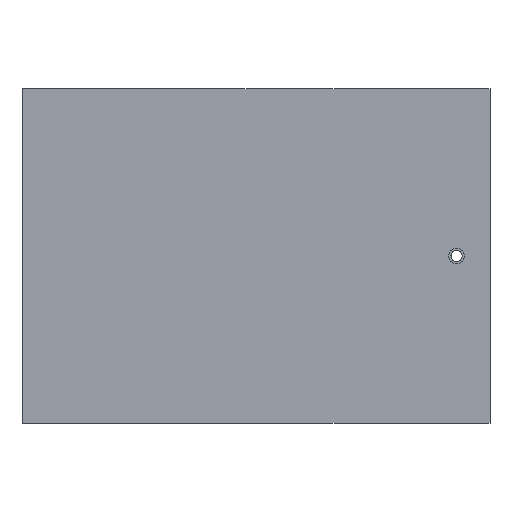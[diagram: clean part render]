
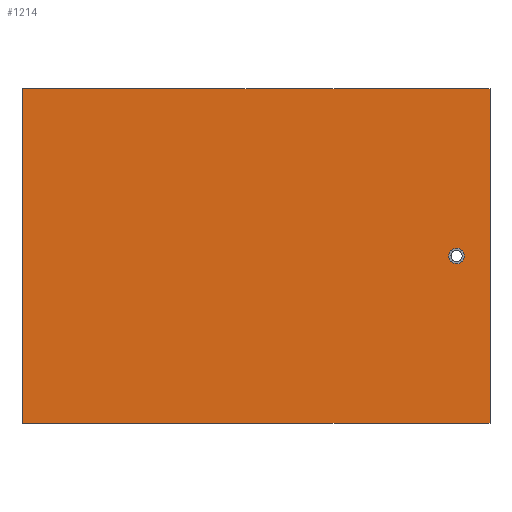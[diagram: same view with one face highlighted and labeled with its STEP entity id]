
A CAD part, left-side view. The second image highlights one B-rep face of the part: STEP entity #1214.
In plain terms, the highlighted planar face has unit normal (-1, 0, 0).
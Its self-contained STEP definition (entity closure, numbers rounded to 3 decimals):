
#58 = FACE_BOUND ( 'NONE', #1160, .T. ) ;
#63 = FACE_OUTER_BOUND ( 'NONE', #1151, .T. ) ;
#170 = AXIS2_PLACEMENT_3D ( 'NONE', #1532, #1542, #1543 ) ;
#264 = ORIENTED_EDGE ( 'NONE', *, *, #506, .F. ) ;
#265 = ORIENTED_EDGE ( 'NONE', *, *, #505, .F. ) ;
#266 = ORIENTED_EDGE ( 'NONE', *, *, #504, .T. ) ;
#267 = ORIENTED_EDGE ( 'NONE', *, *, #497, .T. ) ;
#268 = ORIENTED_EDGE ( 'NONE', *, *, #503, .F. ) ;
#340 = AXIS2_PLACEMENT_3D ( 'NONE', #1492, #1490, #1489 ) ;
#497 = EDGE_CURVE ( 'NONE', #1090, #1072, #923, .T. ) ;
#503 = EDGE_CURVE ( 'NONE', #1745, #1745, #938, .T. ) ;
#504 = EDGE_CURVE ( 'NONE', #1072, #1082, #941, .T. ) ;
#505 = EDGE_CURVE ( 'NONE', #1071, #1082, #940, .T. ) ;
#506 = EDGE_CURVE ( 'NONE', #1090, #1071, #932, .T. ) ;
#923 = LINE ( 'NONE', #1508, #927 ) ;
#927 = VECTOR ( 'NONE', #1517, 1000. ) ;
#932 = LINE ( 'NONE', #1487, #946 ) ;
#938 = CIRCLE ( 'NONE', #340, 3.5 ) ;
#940 = LINE ( 'NONE', #1502, #942 ) ;
#941 = LINE ( 'NONE', #1504, #943 ) ;
#942 = VECTOR ( 'NONE', #1485, 1000. ) ;
#943 = VECTOR ( 'NONE', #1488, 1000. ) ;
#946 = VECTOR ( 'NONE', #1483, 1000. ) ;
#985 = CARTESIAN_POINT ( 'NONE',  ( 0., 210., 1. ) ) ;
#993 = CARTESIAN_POINT ( 'NONE',  ( 0., 0., -149. ) ) ;
#1003 = CARTESIAN_POINT ( 'NONE',  ( 0., 210., -149. ) ) ;
#1004 = CARTESIAN_POINT ( 'NONE',  ( 0., 0., 1. ) ) ;
#1071 = VERTEX_POINT ( 'NONE', #1004 ) ;
#1072 = VERTEX_POINT ( 'NONE', #1003 ) ;
#1082 = VERTEX_POINT ( 'NONE', #993 ) ;
#1090 = VERTEX_POINT ( 'NONE', #985 ) ;
#1151 = EDGE_LOOP ( 'NONE', ( #267, #266, #265, #264 ) ) ;
#1160 = EDGE_LOOP ( 'NONE', ( #268 ) ) ;
#1214 = ADVANCED_FACE ( 'NONE', ( #58, #63 ), #1537, .F. ) ;
#1411 = CARTESIAN_POINT ( 'NONE',  ( 0., 11.5, -74. ) ) ;
#1483 = DIRECTION ( 'NONE',  ( 0., -1., 0. ) ) ;
#1485 = DIRECTION ( 'NONE',  ( 0., 0., -1. ) ) ;
#1487 = CARTESIAN_POINT ( 'NONE',  ( 0., 210., 1. ) ) ;
#1488 = DIRECTION ( 'NONE',  ( 0., -1., 0. ) ) ;
#1489 = DIRECTION ( 'NONE',  ( 0., -1., 0. ) ) ;
#1490 = DIRECTION ( 'NONE',  ( -1., 0., 0. ) ) ;
#1492 = CARTESIAN_POINT ( 'NONE',  ( 0., 15., -74. ) ) ;
#1502 = CARTESIAN_POINT ( 'NONE',  ( 0., 0., 1. ) ) ;
#1504 = CARTESIAN_POINT ( 'NONE',  ( 0., 210., -149. ) ) ;
#1508 = CARTESIAN_POINT ( 'NONE',  ( 0., 210., 1. ) ) ;
#1517 = DIRECTION ( 'NONE',  ( 0., 0., -1. ) ) ;
#1532 = CARTESIAN_POINT ( 'NONE',  ( 0., 210., 1. ) ) ;
#1537 = PLANE ( 'NONE',  #170 ) ;
#1542 = DIRECTION ( 'NONE',  ( 1., 0., 0. ) ) ;
#1543 = DIRECTION ( 'NONE',  ( 0., 1., 0. ) ) ;
#1745 = VERTEX_POINT ( 'NONE', #1411 ) ;
